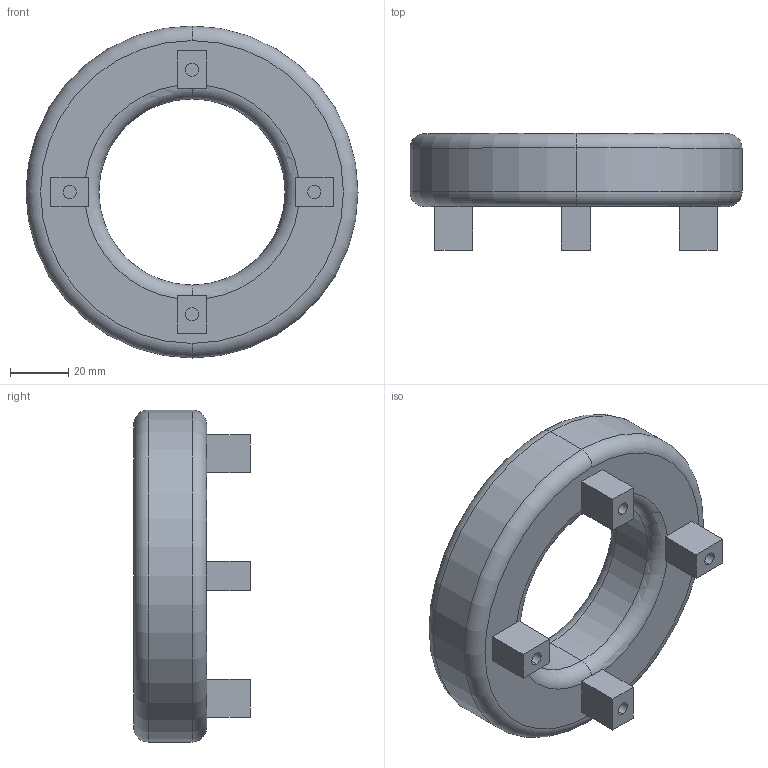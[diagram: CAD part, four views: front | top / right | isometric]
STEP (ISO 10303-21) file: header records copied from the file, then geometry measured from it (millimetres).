
FILE_DESCRIPTION (( 'STEP AP214' ), '1' );
FILE_NAME ('Epcos 87 R102.STEP', '2014-10-28T11:40:24', ( '' ), ( '' ), 'SwSTEP 2.0', 'SolidWorks 2014', '' );
FILE_SCHEMA (( 'AUTOMOTIVE_DESIGN' ));
Length unit declared in the file: millimetre
Products named in the file (1): Epcos 87 R102
Bounding box: 113.77 x 40 x 113.77 mm (x, y, z)
Volume: 175163.7 mm3; surface area: 29212.5 mm2
Topology: 1 solids, 1 shells, 50 faces, 116 edges, 72 vertices
Faces by surface type: plane 30, cylinder 12, torus 8
Entity records: 1810 total; most frequent: DIRECTION 266, CARTESIAN_POINT 239, ORIENTED_EDGE 232, EDGE_CURVE 116, AXIS2_PLACEMENT_3D 99, VERTEX_POINT 72, LINE 68, VECTOR 68
